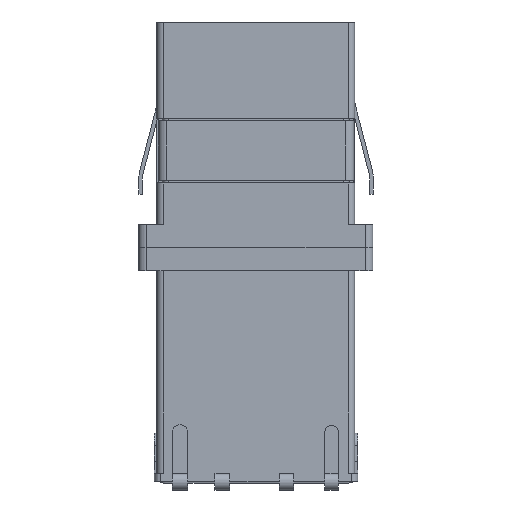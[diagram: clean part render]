
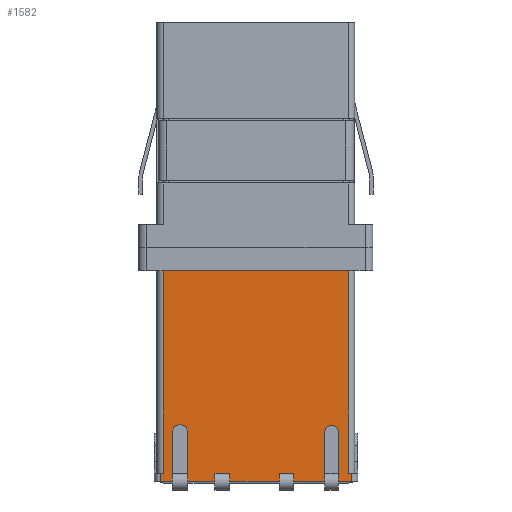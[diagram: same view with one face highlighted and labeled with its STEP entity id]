
A CAD part, front view. The second image highlights one B-rep face of the part: STEP entity #1582.
In plain terms, the highlighted planar face has unit normal (0, -1, 0).
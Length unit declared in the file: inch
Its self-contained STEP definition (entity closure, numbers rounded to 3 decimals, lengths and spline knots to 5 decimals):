
#7 = CARTESIAN_POINT ( 'NONE',  ( 0.2372, -0.1811, -0.05906 ) ) ;
#35 = DIRECTION ( 'NONE',  ( 0., 0., -1. ) ) ;
#215 = EDGE_CURVE ( 'NONE', #2253, #9559, #11680, .T. ) ;
#315 = VECTOR ( 'NONE', #5422, 39.37008 ) ;
#507 = VERTEX_POINT ( 'NONE', #12626 ) ;
#624 = VERTEX_POINT ( 'NONE', #4258 ) ;
#742 = CARTESIAN_POINT ( 'NONE',  ( 0.24508, -0.1811, -0.59961 ) ) ;
#747 = LINE ( 'NONE', #2123, #14840 ) ;
#1172 = VECTOR ( 'NONE', #2374, 39.37008 ) ;
#1451 = FACE_OUTER_BOUND ( 'NONE', #2039, .T. ) ;
#1582 = ADVANCED_FACE ( 'NONE', ( #1451 ), #8981, .F. ) ;
#1775 = VERTEX_POINT ( 'NONE', #7 ) ;
#1934 = EDGE_CURVE ( 'NONE', #7626, #1775, #747, .T. ) ;
#2039 = EDGE_LOOP ( 'NONE', ( #16073, #15030, #6765, #14429, #3929, #11115, #15351, #13036 ) ) ;
#2123 = CARTESIAN_POINT ( 'NONE',  ( 0.2372, -0.1811, 0.57756 ) ) ;
#2253 = VERTEX_POINT ( 'NONE', #6681 ) ;
#2374 = DIRECTION ( 'NONE',  ( 0., 0., 1. ) ) ;
#2414 = EDGE_CURVE ( 'NONE', #624, #9559, #9960, .T. ) ;
#2597 = LINE ( 'NONE', #2763, #10089 ) ;
#2763 = CARTESIAN_POINT ( 'NONE',  ( 0.25295, -0.1811, -0.05906 ) ) ;
#2900 = CARTESIAN_POINT ( 'NONE',  ( -0.2372, -0.1811, -0.57756 ) ) ;
#3600 = LINE ( 'NONE', #11310, #4800 ) ;
#3837 = CARTESIAN_POINT ( 'NONE',  ( 0.24508, -0.1811, -2.3127 ) ) ;
#3929 = ORIENTED_EDGE ( 'NONE', *, *, #215, .F. ) ;
#4258 = CARTESIAN_POINT ( 'NONE',  ( -0.2372, -0.1811, -0.57756 ) ) ;
#4273 = VECTOR ( 'NONE', #4606, 39.37008 ) ;
#4386 = VERTEX_POINT ( 'NONE', #742 ) ;
#4524 = DIRECTION ( 'NONE',  ( -1., 0., 0. ) ) ;
#4606 = DIRECTION ( 'NONE',  ( -1., 0., 0. ) ) ;
#4672 = LINE ( 'NONE', #10859, #4273 ) ;
#4699 = EDGE_CURVE ( 'NONE', #4386, #2253, #4672, .T. ) ;
#4800 = VECTOR ( 'NONE', #4524, 39.37008 ) ;
#5195 = CARTESIAN_POINT ( 'NONE',  ( 0.24508, -0.1811, -0.57756 ) ) ;
#5422 = DIRECTION ( 'NONE',  ( 0., 0., 1. ) ) ;
#5490 = VERTEX_POINT ( 'NONE', #5195 ) ;
#6681 = CARTESIAN_POINT ( 'NONE',  ( -0.24376, -0.1811, -0.59961 ) ) ;
#6765 = ORIENTED_EDGE ( 'NONE', *, *, #15966, .T. ) ;
#7014 = CARTESIAN_POINT ( 'NONE',  ( -0.24376, -0.1811, -0.57756 ) ) ;
#7099 = DIRECTION ( 'NONE',  ( 0., 0., 1. ) ) ;
#7626 = VERTEX_POINT ( 'NONE', #11487 ) ;
#7733 = DIRECTION ( 'NONE',  ( 0., 1., 0. ) ) ;
#8675 = VECTOR ( 'NONE', #11042, 39.37008 ) ;
#8739 = CARTESIAN_POINT ( 'NONE',  ( 0.25295, -0.1811, 0.57756 ) ) ;
#8981 = PLANE ( 'NONE',  #14347 ) ;
#9559 = VERTEX_POINT ( 'NONE', #7014 ) ;
#9960 = LINE ( 'NONE', #10968, #8675 ) ;
#10089 = VECTOR ( 'NONE', #11460, 39.37008 ) ;
#10859 = CARTESIAN_POINT ( 'NONE',  ( -0.24376, -0.1811, -0.59961 ) ) ;
#10968 = CARTESIAN_POINT ( 'NONE',  ( -0.24376, -0.1811, -0.57756 ) ) ;
#11042 = DIRECTION ( 'NONE',  ( -1., 0., 0. ) ) ;
#11115 = ORIENTED_EDGE ( 'NONE', *, *, #4699, .F. ) ;
#11153 = VECTOR ( 'NONE', #35, 39.37008 ) ;
#11310 = CARTESIAN_POINT ( 'NONE',  ( -0.24376, -0.1811, -0.57756 ) ) ;
#11460 = DIRECTION ( 'NONE',  ( -1., 0., 0. ) ) ;
#11487 = CARTESIAN_POINT ( 'NONE',  ( 0.2372, -0.1811, -0.57756 ) ) ;
#11680 = LINE ( 'NONE', #12989, #315 ) ;
#12626 = CARTESIAN_POINT ( 'NONE',  ( -0.2372, -0.1811, -0.05906 ) ) ;
#12739 = DIRECTION ( 'NONE',  ( 0., 0., 1. ) ) ;
#12989 = CARTESIAN_POINT ( 'NONE',  ( -0.24376, -0.1811, -2.3127 ) ) ;
#13036 = ORIENTED_EDGE ( 'NONE', *, *, #15145, .T. ) ;
#13964 = LINE ( 'NONE', #2900, #11153 ) ;
#14347 = AXIS2_PLACEMENT_3D ( 'NONE', #8739, #7733, #12739 ) ;
#14429 = ORIENTED_EDGE ( 'NONE', *, *, #2414, .T. ) ;
#14840 = VECTOR ( 'NONE', #7099, 39.37008 ) ;
#15030 = ORIENTED_EDGE ( 'NONE', *, *, #15607, .T. ) ;
#15090 = LINE ( 'NONE', #3837, #1172 ) ;
#15145 = EDGE_CURVE ( 'NONE', #5490, #7626, #3600, .T. ) ;
#15233 = EDGE_CURVE ( 'NONE', #4386, #5490, #15090, .T. ) ;
#15351 = ORIENTED_EDGE ( 'NONE', *, *, #15233, .T. ) ;
#15607 = EDGE_CURVE ( 'NONE', #1775, #507, #2597, .T. ) ;
#15966 = EDGE_CURVE ( 'NONE', #507, #624, #13964, .T. ) ;
#16073 = ORIENTED_EDGE ( 'NONE', *, *, #1934, .T. ) ;
